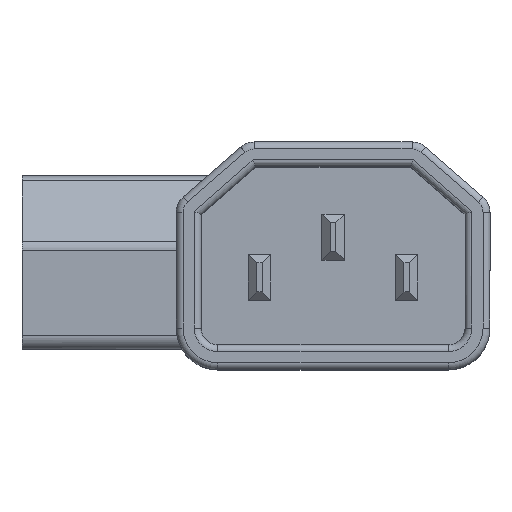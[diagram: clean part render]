
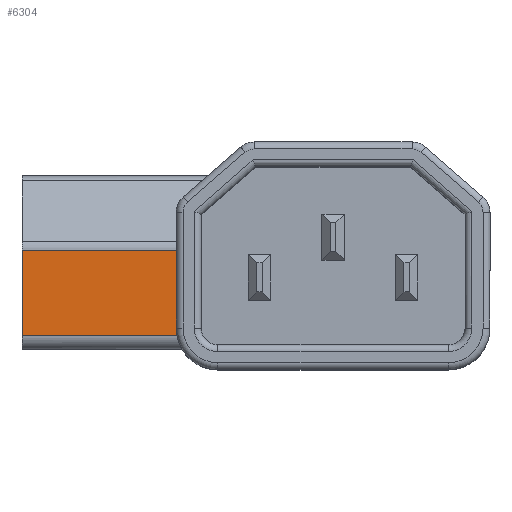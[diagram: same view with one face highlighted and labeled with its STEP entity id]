
A CAD part, top view. The second image highlights one B-rep face of the part: STEP entity #6304.
In plain terms, the highlighted face is planar.
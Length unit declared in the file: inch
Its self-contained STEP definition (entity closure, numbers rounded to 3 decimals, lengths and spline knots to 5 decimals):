
#225 = DIRECTION ( 'NONE',  ( 0., 0., 1. ) ) ;
#651 = DIRECTION ( 'NONE',  ( 0., 0., -1. ) ) ;
#1214 = EDGE_CURVE ( 'NONE', #6195, #6409, #8083, .T. ) ;
#1482 = PLANE ( 'NONE',  #5330 ) ;
#1802 = VECTOR ( 'NONE', #7190, 39.37008 ) ;
#1907 = ORIENTED_EDGE ( 'NONE', *, *, #8932, .F. ) ;
#1982 = LINE ( 'NONE', #5675, #10743 ) ;
#2050 = DIRECTION ( 'NONE',  ( 0., -1., 0. ) ) ;
#2229 = DIRECTION ( 'NONE',  ( -1., 0., 0. ) ) ;
#2526 = FACE_OUTER_BOUND ( 'NONE', #6029, .T. ) ;
#2534 = EDGE_CURVE ( 'NONE', #6409, #6173, #9604, .T. ) ;
#3204 = DIRECTION ( 'NONE',  ( 0., 0., 1. ) ) ;
#3469 = VECTOR ( 'NONE', #225, 39.37008 ) ;
#3643 = VECTOR ( 'NONE', #2050, 39.37008 ) ;
#4060 = LINE ( 'NONE', #10483, #1802 ) ;
#5079 = CARTESIAN_POINT ( 'NONE',  ( -0.45, -0.04412, -0.72 ) ) ;
#5330 = AXIS2_PLACEMENT_3D ( 'NONE', #5628, #2229, #3204 ) ;
#5531 = ORIENTED_EDGE ( 'NONE', *, *, #7570, .T. ) ;
#5628 = CARTESIAN_POINT ( 'NONE',  ( -0.45, 0.3125, -0.72 ) ) ;
#5675 = CARTESIAN_POINT ( 'NONE',  ( -0.45, 0.2625, -0.72 ) ) ;
#5750 = ORIENTED_EDGE ( 'NONE', *, *, #2534, .T. ) ;
#6029 = EDGE_LOOP ( 'NONE', ( #10398, #5750, #1907, #5531 ) ) ;
#6173 = VERTEX_POINT ( 'NONE', #6231 ) ;
#6195 = VERTEX_POINT ( 'NONE', #10464 ) ;
#6231 = CARTESIAN_POINT ( 'NONE',  ( -0.45, -0.04412, 0. ) ) ;
#6304 = ADVANCED_FACE ( 'NONE', ( #2526 ), #1482, .T. ) ;
#6409 = VERTEX_POINT ( 'NONE', #5079 ) ;
#6946 = CARTESIAN_POINT ( 'NONE',  ( -0.45, 0.3125, -0.72 ) ) ;
#7190 = DIRECTION ( 'NONE',  ( 0., -1., 0. ) ) ;
#7570 = EDGE_CURVE ( 'NONE', #8743, #6195, #1982, .T. ) ;
#7693 = CARTESIAN_POINT ( 'NONE',  ( -0.45, 0.2625, 0. ) ) ;
#8083 = LINE ( 'NONE', #6946, #3643 ) ;
#8743 = VERTEX_POINT ( 'NONE', #7693 ) ;
#8932 = EDGE_CURVE ( 'NONE', #8743, #6173, #4060, .T. ) ;
#9477 = CARTESIAN_POINT ( 'NONE',  ( -0.45, -0.04412, -0.72 ) ) ;
#9604 = LINE ( 'NONE', #9477, #3469 ) ;
#10398 = ORIENTED_EDGE ( 'NONE', *, *, #1214, .T. ) ;
#10464 = CARTESIAN_POINT ( 'NONE',  ( -0.45, 0.2625, -0.72 ) ) ;
#10483 = CARTESIAN_POINT ( 'NONE',  ( -0.45, 0.3125, 0. ) ) ;
#10743 = VECTOR ( 'NONE', #651, 39.37008 ) ;
